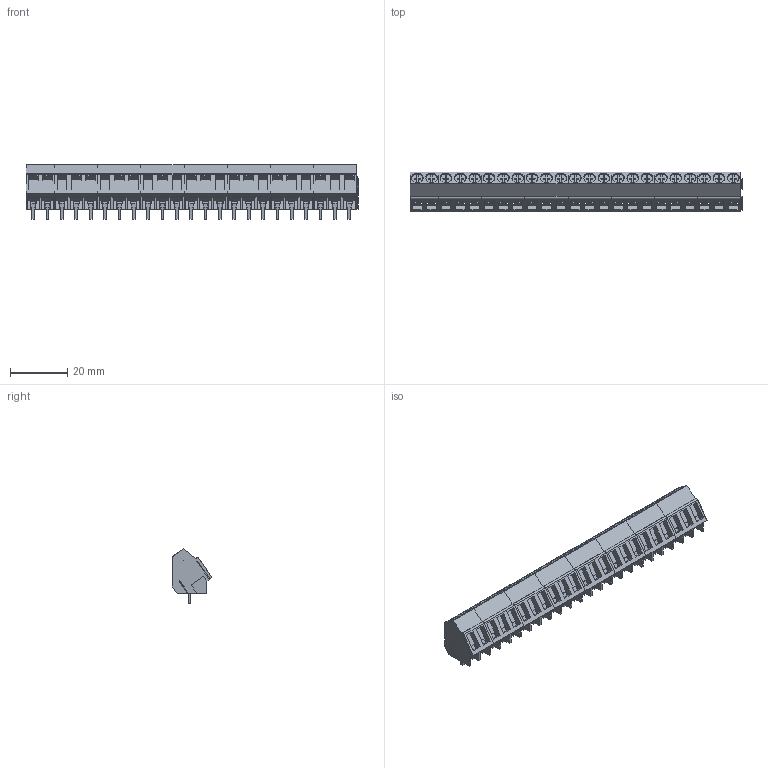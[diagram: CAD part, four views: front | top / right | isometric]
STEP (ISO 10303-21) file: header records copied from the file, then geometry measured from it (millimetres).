
FILE_DESCRIPTION(('CATIA V5 STEP Exchange','CAx-IF Rec.Pracs.--- Model Styling and Organization---1.2---2011-12-15'),'2;1');
FILE_NAME ('D1449950_0_1234030000_1234030000.stp','2018-03-31T05:38:40+00:00',('none'),('Weidmueller'),'CATIA Version 5-6 Release 2014','CATIA V5 STEP AP214','none');
FILE_SCHEMA(('AUTOMOTIVE_DESIGN { 1 0 10303 214 1 1 1 1 }'));
Products named in the file (1): 1234030000
Bounding box: 115.55 x 13.9 x 19 mm (x, y, z)
Volume: 13300.5 mm3; surface area: 16409.6 mm2
Topology: 54 solids, 54 shells, 1972 faces, 5431 edges, 3590 vertices
Faces by surface type: plane 1826, cylinder 146
Entity records: 60283 total; most frequent: ORIENTED_EDGE 10862, CARTESIAN_POINT 10818, DIRECTION 8287, EDGE_CURVE 5431, VECTOR 5047, LINE 5047, VERTEX_POINT 3590, EDGE_LOOP 2041
